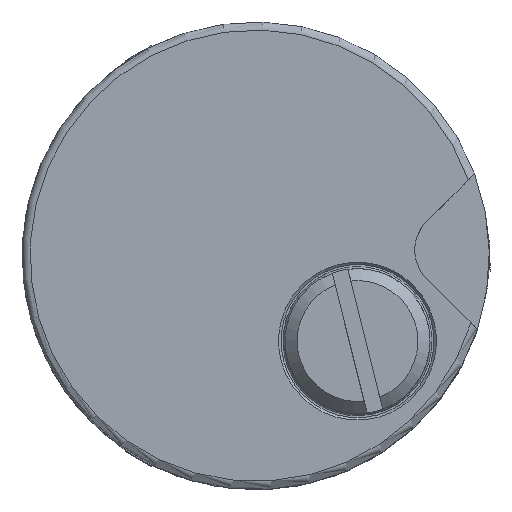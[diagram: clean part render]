
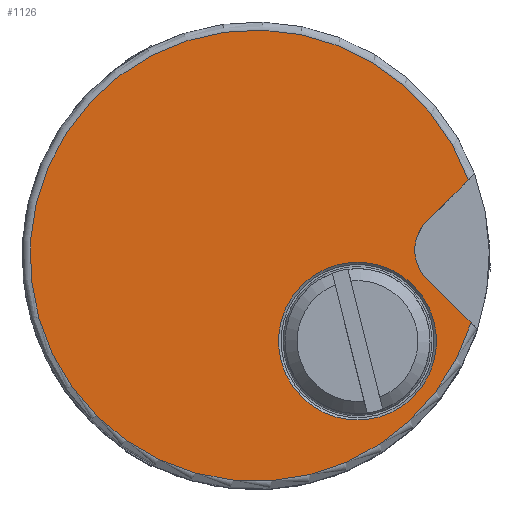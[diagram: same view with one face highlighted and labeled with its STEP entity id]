
A CAD part, top view. The second image highlights one B-rep face of the part: STEP entity #1126.
In plain terms, the highlighted planar face has unit normal (0, 0, 1).
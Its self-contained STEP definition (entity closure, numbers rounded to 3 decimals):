
#29=LINE($,#1777,#94);
#30=LINE($,#1780,#95);
#94=VECTOR($,#1478,7.799);
#95=VECTOR($,#1481,7.298);
#187=PLANE($,#1255);
#246=FACE_BOUND($,#396,.T.);
#294=FACE_OUTER_BOUND($,#395,.T.);
#395=EDGE_LOOP($,(#858,#859,#860,#861));
#396=EDGE_LOOP($,(#862));
#479=CIRCLE($,#1253,9.8);
#480=CIRCLE($,#1256,28.);
#481=CIRCLE($,#1257,5.);
#549=VERTEX_POINT($,#1769);
#550=VERTEX_POINT($,#1773);
#551=VERTEX_POINT($,#1774);
#552=VERTEX_POINT($,#1776);
#553=VERTEX_POINT($,#1778);
#678=EDGE_CURVE($,#549,#549,#479,.T.);
#679=EDGE_CURVE($,#550,#551,#480,.T.);
#680=EDGE_CURVE($,#550,#552,#29,.T.);
#681=EDGE_CURVE($,#553,#552,#481,.T.);
#682=EDGE_CURVE($,#553,#551,#30,.T.);
#858=ORIENTED_EDGE($,*,*,#679,.F.);
#859=ORIENTED_EDGE($,*,*,#680,.T.);
#860=ORIENTED_EDGE($,*,*,#681,.F.);
#861=ORIENTED_EDGE($,*,*,#682,.T.);
#862=ORIENTED_EDGE($,*,*,#678,.F.);
#1126=ADVANCED_FACE($,(#294,#246),#187,.F.);
#1253=AXIS2_PLACEMENT_3D($,#1770,#1470,#1471);
#1255=AXIS2_PLACEMENT_3D($,#1772,#1474,#1475);
#1256=AXIS2_PLACEMENT_3D($,#1775,#1476,#1477);
#1257=AXIS2_PLACEMENT_3D($,#1779,#1479,#1480);
#1470=DIRECTION('center_axis',(0.,0.,
1.));
#1471=DIRECTION('ref_axis',(-0.707,-0.707,0.));
#1474=DIRECTION('center_axis',(0.,0.,
-1.));
#1475=DIRECTION('ref_axis',(-0.707,0.707,0.));
#1476=DIRECTION('center_axis',(0.,0.,
-1.));
#1477=DIRECTION('ref_axis',(-1.,-0.019,0.));
#1478=DIRECTION($,(-0.707,0.707,0.));
#1479=DIRECTION('center_axis',(0.,0.,
1.));
#1480=DIRECTION('ref_axis',(-1.,0.,0.));
#1481=DIRECTION($,(0.707,0.707,0.));
#1769=CARTESIAN_POINT('',(19.236,-6.922,30.5));
#1770=CARTESIAN_POINT('Origin',(12.307,-13.851,30.5));
#1772=CARTESIAN_POINT('Origin',(-0.333,-3.245,30.5));
#1773=CARTESIAN_POINT('',(26.395,-11.588,30.5));
#1774=CARTESIAN_POINT('',(26.041,6.158,30.5));
#1775=CARTESIAN_POINT('Origin',(-0.333,-3.245,30.5));
#1776=CARTESIAN_POINT('',(20.88,-6.074,30.5));
#1777=CARTESIAN_POINT($,(18.025,-3.218,30.5));
#1778=CARTESIAN_POINT('',(20.88,0.997,30.5));
#1779=CARTESIAN_POINT('Origin',(24.416,-2.538,30.5));
#1780=CARTESIAN_POINT($,(12.749,-7.134,30.5));
